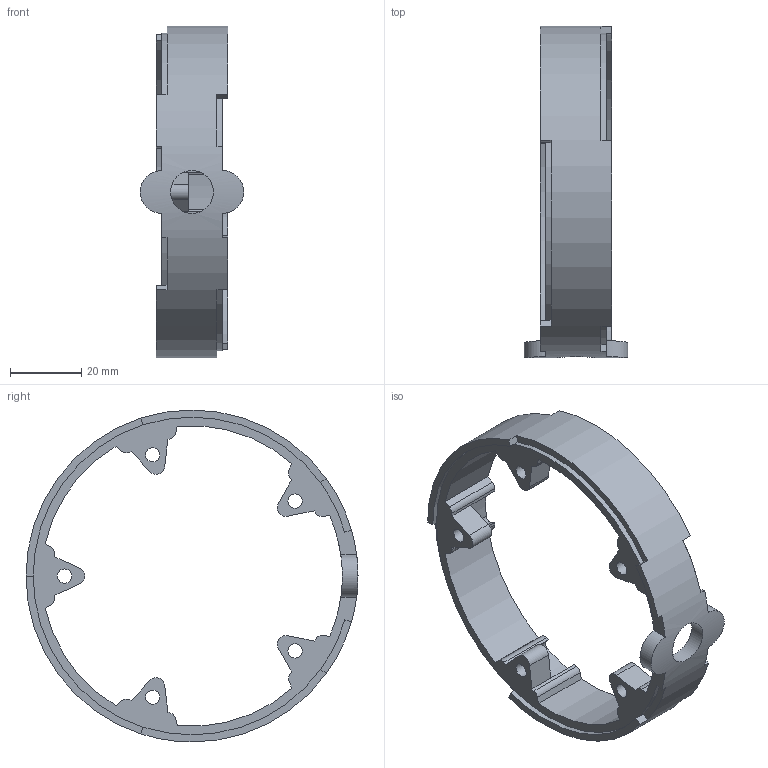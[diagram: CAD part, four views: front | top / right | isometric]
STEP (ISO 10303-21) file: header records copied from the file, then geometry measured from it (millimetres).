
FILE_DESCRIPTION(/* description */ (''),/* implementation_level */ '2;1');
FILE_NAME(/* name */ 'Trampa Superstar Widener.step',/* time_stamp */ '2021-11-03T21:26:54-04:00',/* author */ (''),/* organization */ (''),/* preprocessor_version */ 'ST-DEVELOPER v18.1',/* originating_system */ 'Autodesk Translation Framework v10.10.0.1391',/* authorisation */ '');
FILE_SCHEMA (('AUTOMOTIVE_DESIGN { 1 0 10303 214 3 1 1 }'));
Length unit declared in the file: millimetre
Products named in the file (2): SuperStars_Montagem_THIIICK; EspaçadorSuperstars^SuperStars_Montagem_THIIICK
Assembly tree (1 placements, depth 2):
  SuperStars_Montagem_THIIICK
    EspaçadorSuperstars^SuperStars_Montagem_THIIICK
Bounding box: 29 x 93 x 93 mm (x, y, z)
Volume: 25259.6 mm3; surface area: 15394.2 mm2
Topology: 1 solids, 1 shells, 129 faces, 368 edges, 239 vertices
Faces by surface type: plane 73, cylinder 56
Full cylindrical faces by diameter (mm): 4 x5, 12 x1, 93 x1
Entity records: 4424 total; most frequent: CARTESIAN_POINT 875, DIRECTION 749, ORIENTED_EDGE 736, EDGE_CURVE 368, AXIS2_PLACEMENT_3D 256, VERTEX_POINT 239, LINE 237, VECTOR 237
